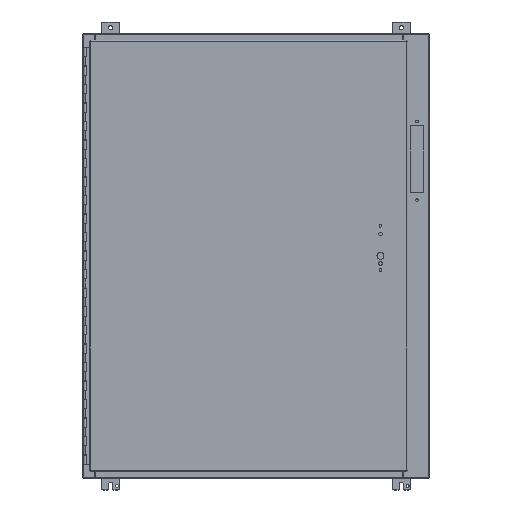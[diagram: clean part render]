
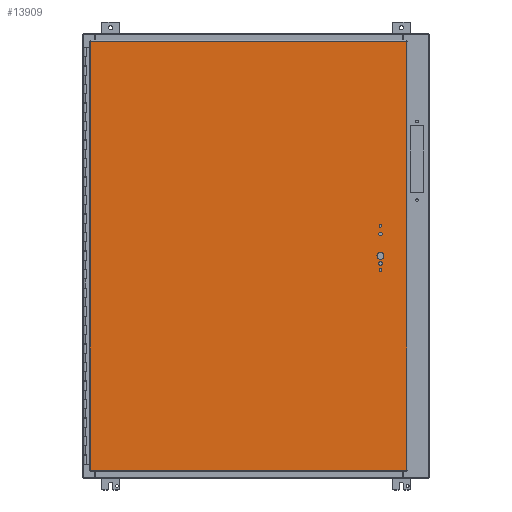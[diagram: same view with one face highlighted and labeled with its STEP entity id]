
A CAD part, top view. The second image highlights one B-rep face of the part: STEP entity #13909.
In plain terms, the highlighted planar face has unit normal (0, 0, 1).
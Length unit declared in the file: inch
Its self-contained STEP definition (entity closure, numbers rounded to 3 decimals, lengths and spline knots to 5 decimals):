
#247=FACE_BOUND($,#2250,.T.);
#248=FACE_BOUND($,#2251,.T.);
#249=FACE_BOUND($,#2252,.T.);
#250=FACE_BOUND($,#2253,.T.);
#251=FACE_BOUND($,#2254,.T.);
#252=FACE_BOUND($,#2255,.T.);
#670=CIRCLE($,#14996,0.375);
#672=CIRCLE($,#14999,0.203);
#674=CIRCLE($,#15002,0.203);
#676=CIRCLE($,#15005,0.1405);
#678=CIRCLE($,#15008,0.1405);
#2250=EDGE_LOOP($,(#11702));
#2251=EDGE_LOOP($,(#11703));
#2252=EDGE_LOOP($,(#11704));
#2253=EDGE_LOOP($,(#11705));
#2254=EDGE_LOOP($,(#11706));
#2255=EDGE_LOOP($,(#11707,#11708,#11709,#11710));
#3549=LINE($,#22242,#4986);
#3565=LINE($,#22344,#5002);
#3580=LINE($,#22444,#5017);
#3588=LINE($,#22528,#5025);
#4986=VECTOR($,#18276,46.2895);
#5002=VECTOR($,#18306,34.13325);
#5017=VECTOR($,#18335,46.2895);
#5025=VECTOR($,#18353,34.13325);
#6301=VERTEX_POINT($,#22168);
#6303=VERTEX_POINT($,#22173);
#6305=VERTEX_POINT($,#22178);
#6307=VERTEX_POINT($,#22183);
#6309=VERTEX_POINT($,#22188);
#6326=VERTEX_POINT($,#22233);
#6327=VERTEX_POINT($,#22241);
#6338=VERTEX_POINT($,#22336);
#6348=VERTEX_POINT($,#22436);
#8094=EDGE_CURVE($,#6301,#6301,#670,.T.);
#8096=EDGE_CURVE($,#6303,#6303,#672,.T.);
#8098=EDGE_CURVE($,#6305,#6305,#674,.T.);
#8100=EDGE_CURVE($,#6307,#6307,#676,.T.);
#8102=EDGE_CURVE($,#6309,#6309,#678,.T.);
#8124=EDGE_CURVE($,#6327,#6326,#3549,.T.);
#8144=EDGE_CURVE($,#6326,#6338,#3565,.T.);
#8163=EDGE_CURVE($,#6338,#6348,#3580,.T.);
#8175=EDGE_CURVE($,#6348,#6327,#3588,.T.);
#11702=ORIENTED_EDGE($,*,*,#8094,.T.);
#11703=ORIENTED_EDGE($,*,*,#8096,.T.);
#11704=ORIENTED_EDGE($,*,*,#8098,.T.);
#11705=ORIENTED_EDGE($,*,*,#8100,.T.);
#11706=ORIENTED_EDGE($,*,*,#8102,.T.);
#11707=ORIENTED_EDGE($,*,*,#8124,.T.);
#11708=ORIENTED_EDGE($,*,*,#8144,.T.);
#11709=ORIENTED_EDGE($,*,*,#8163,.T.);
#11710=ORIENTED_EDGE($,*,*,#8175,.T.);
#12825=PLANE($,#15041);
#13909=ADVANCED_FACE($,(#247,#248,#249,#250,#251,#252),#12825,.T.);
#14996=AXIS2_PLACEMENT_3D($,#22169,#18216,#18217);
#14999=AXIS2_PLACEMENT_3D($,#22174,#18222,#18223);
#15002=AXIS2_PLACEMENT_3D($,#22179,#18228,#18229);
#15005=AXIS2_PLACEMENT_3D($,#22184,#18234,#18235);
#15008=AXIS2_PLACEMENT_3D($,#22189,#18240,#18241);
#15041=AXIS2_PLACEMENT_3D($,#22614,#18378,#18379);
#18216=DIRECTION('center_axis',(0.,0.,-1.));
#18217=DIRECTION('ref_axis',(-1.,0.,0.));
#18222=DIRECTION('center_axis',(0.,0.,-1.));
#18223=DIRECTION('ref_axis',(-1.,0.,0.));
#18228=DIRECTION('center_axis',(0.,0.,-1.));
#18229=DIRECTION('ref_axis',(-1.,0.,0.));
#18234=DIRECTION('center_axis',(0.,0.,-1.));
#18235=DIRECTION('ref_axis',(-1.,0.,0.));
#18240=DIRECTION('center_axis',(0.,0.,-1.));
#18241=DIRECTION('ref_axis',(-1.,0.,0.));
#18276=DIRECTION($,(0.,1.,0.));
#18306=DIRECTION($,(-1.,0.,0.));
#18335=DIRECTION($,(0.,-1.,0.));
#18353=DIRECTION($,(1.,0.,0.));
#18378=DIRECTION('center_axis',(0.,0.,1.));
#18379=DIRECTION('ref_axis',(1.,0.,0.));
#22168=CARTESIAN_POINT('',(31.78075,23.231,0.074));
#22169=CARTESIAN_POINT('Origin',(31.40575,23.231,0.074));
#22173=CARTESIAN_POINT('',(31.60875,25.606,0.074));
#22174=CARTESIAN_POINT('Origin',(31.40575,25.606,0.074));
#22178=CARTESIAN_POINT('',(31.60875,22.418,0.074));
#22179=CARTESIAN_POINT('Origin',(31.40575,22.418,0.074));
#22183=CARTESIAN_POINT('',(31.54625,26.481,0.074));
#22184=CARTESIAN_POINT('Origin',(31.40575,26.481,0.074));
#22188=CARTESIAN_POINT('',(31.54625,21.731,0.074));
#22189=CARTESIAN_POINT('Origin',(31.40575,21.731,0.074));
#22233=CARTESIAN_POINT('',(34.2385,46.39475,0.074));
#22241=CARTESIAN_POINT('',(34.2385,0.10525,0.074));
#22242=CARTESIAN_POINT($,(34.2385,11.67763,0.074));
#22336=CARTESIAN_POINT('',(0.10525,46.39475,0.074));
#22344=CARTESIAN_POINT($,(25.70519,46.39475,0.074));
#22436=CARTESIAN_POINT('',(0.10525,0.10525,0.074));
#22444=CARTESIAN_POINT($,(0.10525,34.82238,0.074));
#22528=CARTESIAN_POINT($,(8.63856,0.10525,0.074));
#22614=CARTESIAN_POINT('Origin',(17.17188,23.25,0.074));
